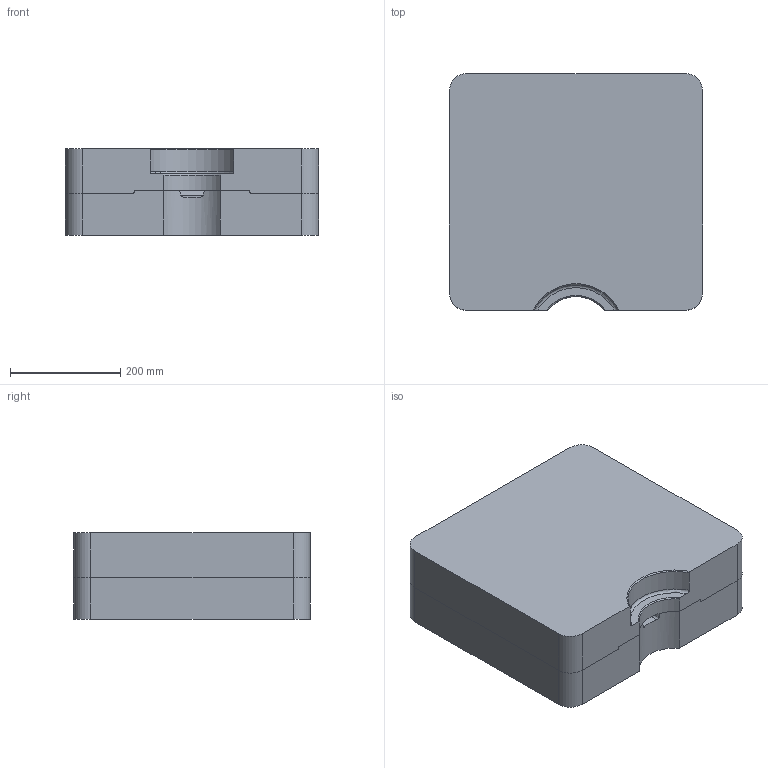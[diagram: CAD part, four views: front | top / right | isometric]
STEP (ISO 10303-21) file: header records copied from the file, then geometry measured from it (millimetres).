
FILE_DESCRIPTION((''),'2;1');
FILE_NAME('MFG0001_ASM','2018-10-25T',('Administrator'),(''),'CREO PARAMETRIC BY PTC INC, 2014190','CREO PARAMETRIC BY PTC INC, 2014190','');
FILE_SCHEMA(('CONFIG_CONTROL_DESIGN'));
Products named in the file (3): MOLD_VOL_1; MOLD_VOL_2; MFG0001_ASM
Assembly tree (2 placements, depth 2):
  MFG0001_ASM
    MOLD_VOL_1
    MOLD_VOL_2
Bounding box: 460 x 430 x 157.4 mm (x, y, z)
Volume: 30154324.8 mm3; surface area: 1111630.7 mm2
Topology: 2 solids, 2 shells, 1265 faces, 3118 edges, 1932 vertices
Faces by surface type: plane 551, bspline 319, cylinder 232, cone 96, torus 67
Entity records: 51370 total; most frequent: CARTESIAN_POINT 24389, ORIENTED_EDGE 6236, DIRECTION 4544, EDGE_CURVE 3118, VERTEX_POINT 1932, AXIS2_PLACEMENT_3D 1581, VECTOR 1382, LINE 1382
